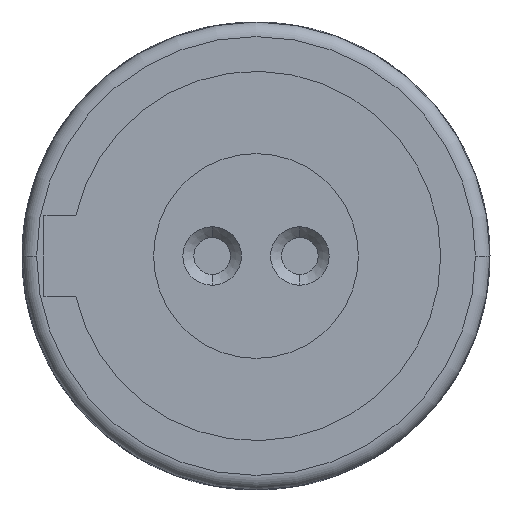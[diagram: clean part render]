
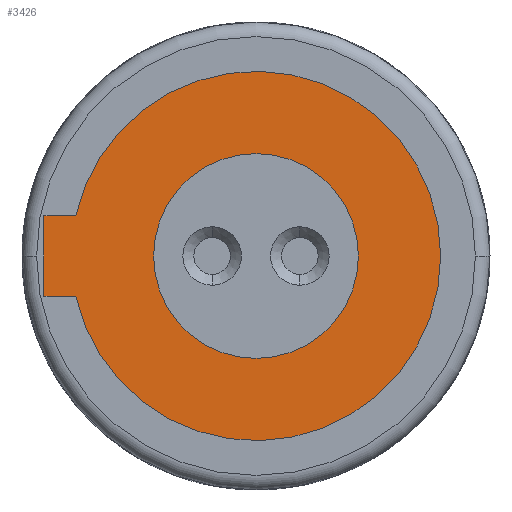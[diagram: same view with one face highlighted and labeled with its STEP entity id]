
A CAD part, left-side view. The second image highlights one B-rep face of the part: STEP entity #3426.
In plain terms, the highlighted planar face has unit normal (-1, 0, 0).
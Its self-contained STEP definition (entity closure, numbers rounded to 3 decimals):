
#1=DIRECTION('',(0.,1.,0.));
#2=VECTOR('',#1,0.436);
#3=CARTESIAN_POINT('',(0.,2.464,-0.55));
#4=LINE('',#3,#2);
#5=DIRECTION('',(0.,0.,1.));
#6=VECTOR('',#5,1.1);
#7=CARTESIAN_POINT('',(0.,2.9,-0.55));
#8=LINE('',#7,#6);
#9=DIRECTION('',(0.,-1.,0.));
#10=VECTOR('',#9,0.436);
#11=CARTESIAN_POINT('',(0.,2.9,0.55));
#12=LINE('',#11,#10);
#13=CARTESIAN_POINT('',(0.,0.,0.));
#14=DIRECTION('',(1.,0.,0.));
#15=DIRECTION('',(0.,0.,-1.));
#16=AXIS2_PLACEMENT_3D('',#13,#14,#15);
#18=CARTESIAN_POINT('',(0.,0.,0.));
#19=DIRECTION('',(1.,0.,0.));
#20=DIRECTION('',(0.,0.,1.));
#21=AXIS2_PLACEMENT_3D('',#18,#19,#20);
#32=CARTESIAN_POINT('',(0.,0.,0.));
#33=DIRECTION('',(-1.,0.,0.));
#34=DIRECTION('',(0.,0.976,-0.218));
#35=AXIS2_PLACEMENT_3D('',#32,#33,#34);
#3077=CARTESIAN_POINT('',(0.,0.,-1.4));
#3078=VERTEX_POINT('',#3077);
#3079=CARTESIAN_POINT('',(0.,0.,1.4));
#3080=VERTEX_POINT('',#3079);
#3161=CARTESIAN_POINT('',(0.,2.9,-0.55));
#3162=CARTESIAN_POINT('',(0.,2.9,0.55));
#3163=VERTEX_POINT('',#3161);
#3164=VERTEX_POINT('',#3162);
#3165=CARTESIAN_POINT('',(0.,2.464,-0.55));
#3166=VERTEX_POINT('',#3165);
#3167=CARTESIAN_POINT('',(0.,2.464,0.55));
#3168=VERTEX_POINT('',#3167);
#3405=CARTESIAN_POINT('',(0.,0.,0.));
#3406=DIRECTION('',(1.,0.,0.));
#3407=DIRECTION('',(0.,0.,-1.));
#3408=AXIS2_PLACEMENT_3D('',#3405,#3406,#3407);
#3409=PLANE('',#3408);
#3411=ORIENTED_EDGE('',*,*,#3410,.F.);
#3413=ORIENTED_EDGE('',*,*,#3412,.T.);
#3415=ORIENTED_EDGE('',*,*,#3414,.T.);
#3417=ORIENTED_EDGE('',*,*,#3416,.T.);
#3418=EDGE_LOOP('',(#3411,#3413,#3415,#3417));
#3419=FACE_OUTER_BOUND('',#3418,.F.);
#3421=ORIENTED_EDGE('',*,*,#3420,.F.);
#3423=ORIENTED_EDGE('',*,*,#3422,.F.);
#3424=EDGE_LOOP('',(#3421,#3423));
#3425=FACE_BOUND('',#3424,.F.);
#3426=ADVANCED_FACE('',(#3419,#3425),#3409,.F.);
#17=CIRCLE('',#16,1.4);
#22=CIRCLE('',#21,1.4);
#36=CIRCLE('',#35,2.525);
#3410=EDGE_CURVE('',#3166,#3168,#36,.T.);
#3412=EDGE_CURVE('',#3166,#3163,#4,.T.);
#3414=EDGE_CURVE('',#3163,#3164,#8,.T.);
#3416=EDGE_CURVE('',#3164,#3168,#12,.T.);
#3420=EDGE_CURVE('',#3078,#3080,#17,.T.);
#3422=EDGE_CURVE('',#3080,#3078,#22,.T.);
